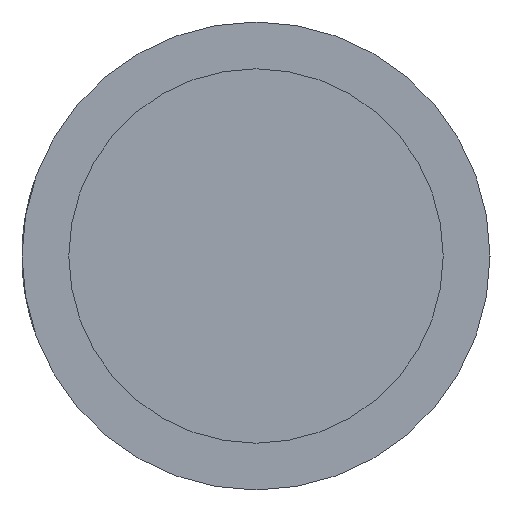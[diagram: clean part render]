
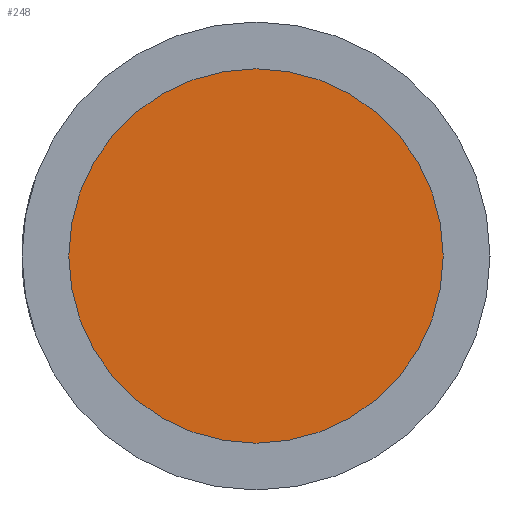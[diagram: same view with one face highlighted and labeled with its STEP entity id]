
A CAD part, left-side view. The second image highlights one B-rep face of the part: STEP entity #248.
In plain terms, the highlighted planar face has unit normal (-1, 0, 0).
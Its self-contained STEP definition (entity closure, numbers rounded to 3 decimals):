
#4 = DIRECTION ( 'NONE',  ( 1., 0., 0. ) ) ;
#14 = DIRECTION ( 'NONE',  ( 0., 0., 1. ) ) ;
#16 = CARTESIAN_POINT ( 'NONE',  ( 0., -8., 8. ) ) ;
#83 = DIRECTION ( 'NONE',  ( 0., 0., -1. ) ) ;
#92 = AXIS2_PLACEMENT_3D ( 'NONE', #382, #144, #14 ) ;
#131 = EDGE_CURVE ( 'NONE', #488, #459, #372, .T. ) ;
#144 = DIRECTION ( 'NONE',  ( -1., 0., 0. ) ) ;
#159 = EDGE_LOOP ( 'NONE', ( #535, #205 ) ) ;
#205 = ORIENTED_EDGE ( 'NONE', *, *, #419, .T. ) ;
#245 = DIRECTION ( 'NONE',  ( 0., 0., 1. ) ) ;
#248 = ADVANCED_FACE ( 'NONE', ( #396 ), #415, .F. ) ;
#253 = AXIS2_PLACEMENT_3D ( 'NONE', #414, #4, #83 ) ;
#288 = DIRECTION ( 'NONE',  ( -1., 0., 0. ) ) ;
#372 = CIRCLE ( 'NONE', #497, 8. ) ;
#382 = CARTESIAN_POINT ( 'NONE',  ( 0., -8., 0. ) ) ;
#383 = CARTESIAN_POINT ( 'NONE',  ( 0., -8., -8. ) ) ;
#396 = FACE_OUTER_BOUND ( 'NONE', #159, .T. ) ;
#414 = CARTESIAN_POINT ( 'NONE',  ( 0., 0., 0. ) ) ;
#415 = PLANE ( 'NONE',  #253 ) ;
#419 = EDGE_CURVE ( 'NONE', #459, #488, #483, .T. ) ;
#459 = VERTEX_POINT ( 'NONE', #383 ) ;
#483 = CIRCLE ( 'NONE', #92, 8. ) ;
#488 = VERTEX_POINT ( 'NONE', #16 ) ;
#495 = CARTESIAN_POINT ( 'NONE',  ( 0., -8., 0. ) ) ;
#497 = AXIS2_PLACEMENT_3D ( 'NONE', #495, #288, #245 ) ;
#535 = ORIENTED_EDGE ( 'NONE', *, *, #131, .T. ) ;
